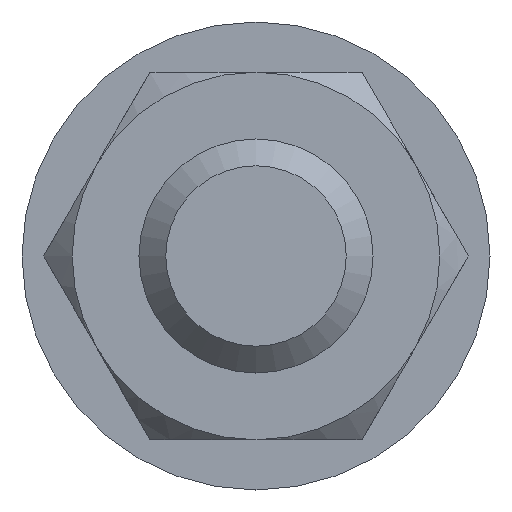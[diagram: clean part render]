
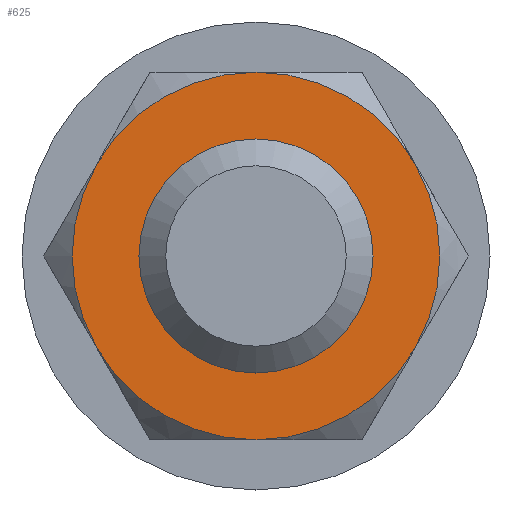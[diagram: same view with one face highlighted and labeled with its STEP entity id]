
A CAD part, front view. The second image highlights one B-rep face of the part: STEP entity #625.
In plain terms, the highlighted planar face has unit normal (0, -1, 0).
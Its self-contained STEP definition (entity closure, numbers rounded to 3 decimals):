
#1 = DIRECTION ( 'NONE',  ( 0., 1., 0. ) ) ;
#18 = AXIS2_PLACEMENT_3D ( 'NONE', #598, #519, #926 ) ;
#29 = DIRECTION ( 'NONE',  ( 0., -1., 0. ) ) ;
#37 = EDGE_CURVE ( 'NONE', #414, #498, #424, .T. ) ;
#74 = DIRECTION ( 'NONE',  ( 0.866, 0., 0.5 ) ) ;
#94 = DIRECTION ( 'NONE',  ( 0.866, 0., 0.5 ) ) ;
#99 = CIRCLE ( 'NONE', #1267, 11. ) ;
#108 = EDGE_CURVE ( 'NONE', #679, #1277, #917, .T. ) ;
#139 = VERTEX_POINT ( 'NONE', #821 ) ;
#153 = ORIENTED_EDGE ( 'NONE', *, *, #1164, .T. ) ;
#205 = ORIENTED_EDGE ( 'NONE', *, *, #1243, .T. ) ;
#253 = ORIENTED_EDGE ( 'NONE', *, *, #865, .T. ) ;
#267 = EDGE_LOOP ( 'NONE', ( #253 ) ) ;
#331 = PLANE ( 'NONE',  #1091 ) ;
#332 = VERTEX_POINT ( 'NONE', #686 ) ;
#336 = AXIS2_PLACEMENT_3D ( 'NONE', #536, #29, #436 ) ;
#359 = AXIS2_PLACEMENT_3D ( 'NONE', #710, #1211, #94 ) ;
#380 = AXIS2_PLACEMENT_3D ( 'NONE', #911, #479, #888 ) ;
#400 = CARTESIAN_POINT ( 'NONE',  ( 0., 5.8, 0. ) ) ;
#407 = EDGE_CURVE ( 'NONE', #1277, #139, #530, .T. ) ;
#413 = CARTESIAN_POINT ( 'NONE',  ( 0., 5.8, -11. ) ) ;
#414 = VERTEX_POINT ( 'NONE', #875 ) ;
#416 = CARTESIAN_POINT ( 'NONE',  ( 9.526, 5.8, 5.5 ) ) ;
#420 = DIRECTION ( 'NONE',  ( 0.866, 0., 0.5 ) ) ;
#424 = CIRCLE ( 'NONE', #359, 11. ) ;
#436 = DIRECTION ( 'NONE',  ( 0.866, 0., 0.5 ) ) ;
#442 = CARTESIAN_POINT ( 'NONE',  ( 9.526, 5.8, -5.5 ) ) ;
#451 = DIRECTION ( 'NONE',  ( 0.866, 0., 0.5 ) ) ;
#454 = VERTEX_POINT ( 'NONE', #1162 ) ;
#479 = DIRECTION ( 'NONE',  ( 0., -1., 0. ) ) ;
#498 = VERTEX_POINT ( 'NONE', #413 ) ;
#519 = DIRECTION ( 'NONE',  ( 0., -1., 0. ) ) ;
#530 = CIRCLE ( 'NONE', #380, 11. ) ;
#532 = CIRCLE ( 'NONE', #768, 7. ) ;
#536 = CARTESIAN_POINT ( 'NONE',  ( 0., 5.8, 0. ) ) ;
#562 = ORIENTED_EDGE ( 'NONE', *, *, #407, .T. ) ;
#598 = CARTESIAN_POINT ( 'NONE',  ( 0., 5.8, 0. ) ) ;
#618 = EDGE_CURVE ( 'NONE', #498, #679, #1135, .T. ) ;
#621 = CARTESIAN_POINT ( 'NONE',  ( 0., 5.8, 0. ) ) ;
#625 = ADVANCED_FACE ( 'NONE', ( #842, #1257 ), #331, .T. ) ;
#679 = VERTEX_POINT ( 'NONE', #442 ) ;
#686 = CARTESIAN_POINT ( 'NONE',  ( -9.526, 5.8, 5.5 ) ) ;
#701 = AXIS2_PLACEMENT_3D ( 'NONE', #400, #1331, #420 ) ;
#710 = CARTESIAN_POINT ( 'NONE',  ( 0., 5.8, 0. ) ) ;
#747 = ORIENTED_EDGE ( 'NONE', *, *, #618, .T. ) ;
#768 = AXIS2_PLACEMENT_3D ( 'NONE', #621, #1, #1142 ) ;
#811 = CIRCLE ( 'NONE', #701, 11. ) ;
#821 = CARTESIAN_POINT ( 'NONE',  ( 0., 5.8, 11. ) ) ;
#842 = FACE_BOUND ( 'NONE', #267, .T. ) ;
#865 = EDGE_CURVE ( 'NONE', #454, #454, #532, .T. ) ;
#875 = CARTESIAN_POINT ( 'NONE',  ( -9.526, 5.8, -5.5 ) ) ;
#879 = CARTESIAN_POINT ( 'NONE',  ( -12.702, 5.8, 0. ) ) ;
#888 = DIRECTION ( 'NONE',  ( 0.866, 0., 0.5 ) ) ;
#911 = CARTESIAN_POINT ( 'NONE',  ( 0., 5.8, 0. ) ) ;
#917 = CIRCLE ( 'NONE', #18, 11. ) ;
#926 = DIRECTION ( 'NONE',  ( 0.866, 0., 0.5 ) ) ;
#994 = CARTESIAN_POINT ( 'NONE',  ( 0., 5.8, 0. ) ) ;
#1007 = DIRECTION ( 'NONE',  ( 0., -1., 0. ) ) ;
#1091 = AXIS2_PLACEMENT_3D ( 'NONE', #879, #1291, #451 ) ;
#1116 = ORIENTED_EDGE ( 'NONE', *, *, #37, .T. ) ;
#1135 = CIRCLE ( 'NONE', #336, 11. ) ;
#1142 = DIRECTION ( 'NONE',  ( 1., 0., 0. ) ) ;
#1144 = ORIENTED_EDGE ( 'NONE', *, *, #108, .T. ) ;
#1162 = CARTESIAN_POINT ( 'NONE',  ( 7., 5.8, 0. ) ) ;
#1164 = EDGE_CURVE ( 'NONE', #139, #332, #99, .T. ) ;
#1187 = EDGE_LOOP ( 'NONE', ( #1144, #562, #153, #205, #1116, #747 ) ) ;
#1211 = DIRECTION ( 'NONE',  ( 0., -1., 0. ) ) ;
#1243 = EDGE_CURVE ( 'NONE', #332, #414, #811, .T. ) ;
#1257 = FACE_OUTER_BOUND ( 'NONE', #1187, .T. ) ;
#1267 = AXIS2_PLACEMENT_3D ( 'NONE', #994, #1007, #74 ) ;
#1277 = VERTEX_POINT ( 'NONE', #416 ) ;
#1291 = DIRECTION ( 'NONE',  ( 0., -1., 0. ) ) ;
#1331 = DIRECTION ( 'NONE',  ( 0., -1., 0. ) ) ;
